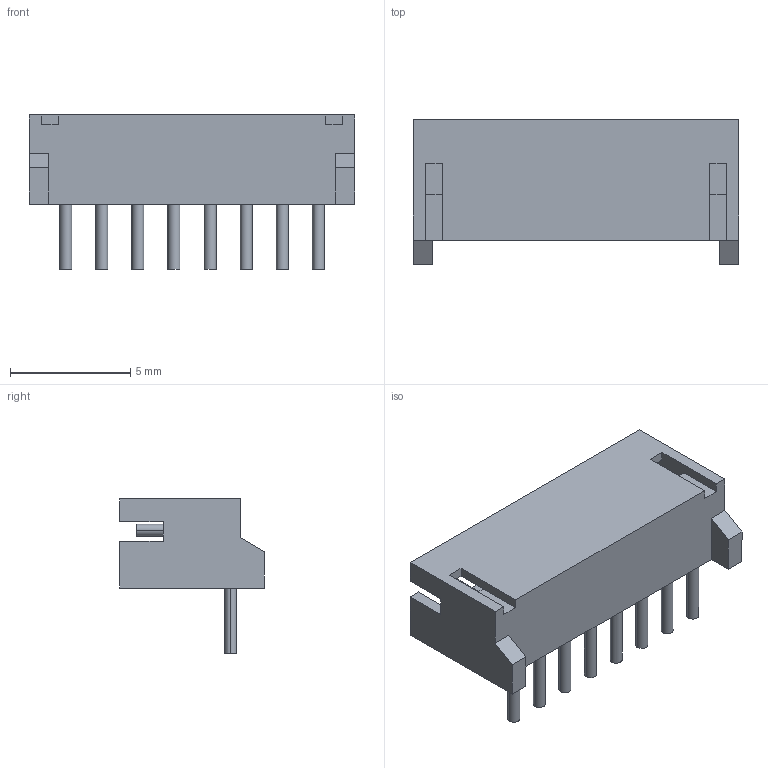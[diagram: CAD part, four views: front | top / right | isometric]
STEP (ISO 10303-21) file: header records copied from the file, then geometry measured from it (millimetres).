
FILE_DESCRIPTION((''),'2;1');
FILE_NAME('JST_S8B-ZR(LF)(SN).stp','2014-06-02T16:11:22',(''),(''),'Mechanical Desktop 2011','Mechanical Desktop 2011',', , ');
FILE_SCHEMA(('AUTOMOTIVE_DESIGN { 1 2 10303 214 1 1 1 1 }'));
Length unit declared in the file: millimetre
Products named in the file (1): Product
Bounding box: 13.5 x 6 x 6.4 mm (x, y, z)
Volume: 148.3 mm3; surface area: 451.6 mm2
Topology: 17 solids, 17 shells, 96 faces, 196 edges, 130 vertices
Faces by surface type: plane 64, cylinder 32
Entity records: 2572 total; most frequent: DIRECTION 454, CARTESIAN_POINT 423, ORIENTED_EDGE 392, EDGE_CURVE 196, AXIS2_PLACEMENT_3D 161, VECTOR 132, LINE 132, VERTEX_POINT 130
